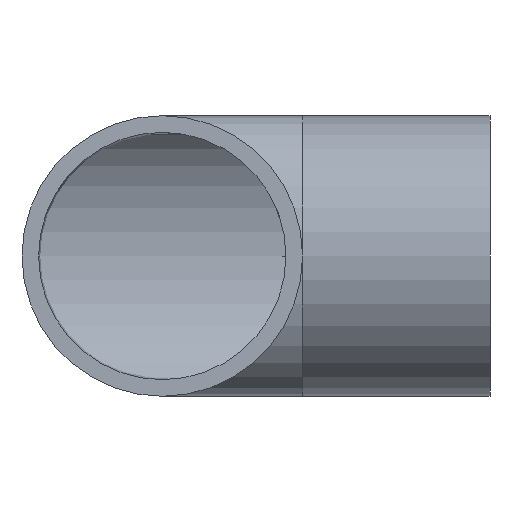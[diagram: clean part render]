
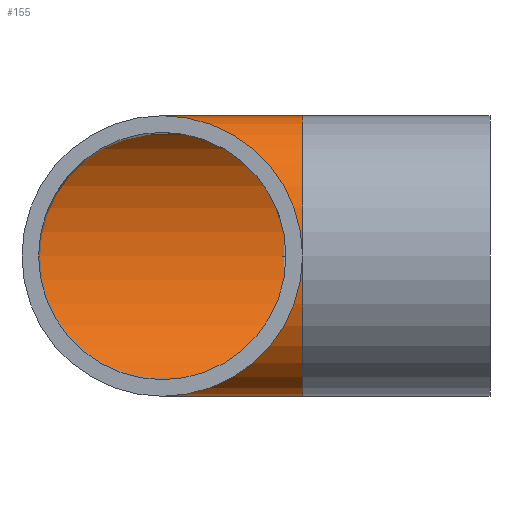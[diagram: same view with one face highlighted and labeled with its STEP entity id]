
A CAD part, front view. The second image highlights one B-rep face of the part: STEP entity #155.
In plain terms, the highlighted toroidal (fillet/blend) face has major radius 125 mm and minor radius 125 mm.
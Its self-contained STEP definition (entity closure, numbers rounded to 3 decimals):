
#6 = CIRCLE ( 'NONE', #292, 125. ) ;
#18 = DIRECTION ( 'NONE',  ( 0., 0., 1. ) ) ;
#21 = VERTEX_POINT ( 'NONE', #114 ) ;
#35 = DIRECTION ( 'NONE',  ( 0., 0., -1. ) ) ;
#42 = AXIS2_PLACEMENT_3D ( 'NONE', #271, #414, #83 ) ;
#60 = ORIENTED_EDGE ( 'NONE', *, *, #422, .F. ) ;
#66 = EDGE_LOOP ( 'NONE', ( #60, #251, #103, #141, #465, #323 ) ) ;
#83 = DIRECTION ( 'NONE',  ( 0., 0., 1. ) ) ;
#89 = DIRECTION ( 'NONE',  ( 0., 0., 1. ) ) ;
#98 = CARTESIAN_POINT ( 'NONE',  ( 0., 167., 0. ) ) ;
#103 = ORIENTED_EDGE ( 'NONE', *, *, #399, .T. ) ;
#114 = CARTESIAN_POINT ( 'NONE',  ( 0., 167., 125. ) ) ;
#116 = DIRECTION ( 'NONE',  ( 0., 1., 0. ) ) ;
#118 = DIRECTION ( 'NONE',  ( 0., 0., 1. ) ) ;
#121 = CIRCLE ( 'NONE', #390, 125. ) ;
#141 = ORIENTED_EDGE ( 'NONE', *, *, #148, .T. ) ;
#148 = EDGE_CURVE ( 'NONE', #21, #226, #393, .T. ) ;
#155 = ADVANCED_FACE ( 'NONE', ( #408 ), #335, .T. ) ;
#169 = CARTESIAN_POINT ( 'NONE',  ( 125., 292., 125. ) ) ;
#174 = EDGE_CURVE ( 'NONE', #226, #354, #230, .T. ) ;
#194 = AXIS2_PLACEMENT_3D ( 'NONE', #301, #444, #118 ) ;
#195 = DIRECTION ( 'NONE',  ( -1., 0., 0. ) ) ;
#216 = CARTESIAN_POINT ( 'NONE',  ( 125., 292., 0. ) ) ;
#226 = VERTEX_POINT ( 'NONE', #269 ) ;
#230 = CIRCLE ( 'NONE', #194, 125. ) ;
#246 = DIRECTION ( 'NONE',  ( 0., 1., 0. ) ) ;
#251 = ORIENTED_EDGE ( 'NONE', *, *, #174, .T. ) ;
#259 = EDGE_CURVE ( 'NONE', #476, #429, #262, .T. ) ;
#262 = CIRCLE ( 'NONE', #42, 125. ) ;
#264 = DIRECTION ( 'NONE',  ( 0., 0., 1. ) ) ;
#268 = AXIS2_PLACEMENT_3D ( 'NONE', #216, #356, #18 ) ;
#269 = CARTESIAN_POINT ( 'NONE',  ( 125., 167., 0. ) ) ;
#271 = CARTESIAN_POINT ( 'NONE',  ( 125., 292., 0. ) ) ;
#275 = CARTESIAN_POINT ( 'NONE',  ( 125., 292., 0. ) ) ;
#279 = CARTESIAN_POINT ( 'NONE',  ( 0., 167., -125. ) ) ;
#292 = AXIS2_PLACEMENT_3D ( 'NONE', #98, #246, #391 ) ;
#301 = CARTESIAN_POINT ( 'NONE',  ( 0., 167., 0. ) ) ;
#308 = AXIS2_PLACEMENT_3D ( 'NONE', #370, #35, #195 ) ;
#323 = ORIENTED_EDGE ( 'NONE', *, *, #259, .F. ) ;
#335 = TOROIDAL_SURFACE ( 'NONE', #308, 125., 125. ) ;
#354 = VERTEX_POINT ( 'NONE', #279 ) ;
#356 = DIRECTION ( 'NONE',  ( 1., 0., 0. ) ) ;
#370 = CARTESIAN_POINT ( 'NONE',  ( 125., 167., 0. ) ) ;
#372 = AXIS2_PLACEMENT_3D ( 'NONE', #441, #116, #264 ) ;
#387 = CARTESIAN_POINT ( 'NONE',  ( 125., 292., -125. ) ) ;
#390 = AXIS2_PLACEMENT_3D ( 'NONE', #275, #420, #89 ) ;
#391 = DIRECTION ( 'NONE',  ( 0., 0., 1. ) ) ;
#393 = CIRCLE ( 'NONE', #372, 125. ) ;
#399 = EDGE_CURVE ( 'NONE', #354, #21, #6, .T. ) ;
#408 = FACE_OUTER_BOUND ( 'NONE', #66, .T. ) ;
#414 = DIRECTION ( 'NONE',  ( 1., 0., 0. ) ) ;
#420 = DIRECTION ( 'NONE',  ( 1., 0., 0. ) ) ;
#422 = EDGE_CURVE ( 'NONE', #226, #476, #473, .T. ) ;
#429 = VERTEX_POINT ( 'NONE', #169 ) ;
#438 = EDGE_CURVE ( 'NONE', #429, #226, #121, .T. ) ;
#441 = CARTESIAN_POINT ( 'NONE',  ( 0., 167., 0. ) ) ;
#444 = DIRECTION ( 'NONE',  ( 0., 1., 0. ) ) ;
#465 = ORIENTED_EDGE ( 'NONE', *, *, #438, .F. ) ;
#473 = CIRCLE ( 'NONE', #268, 125. ) ;
#476 = VERTEX_POINT ( 'NONE', #387 ) ;
